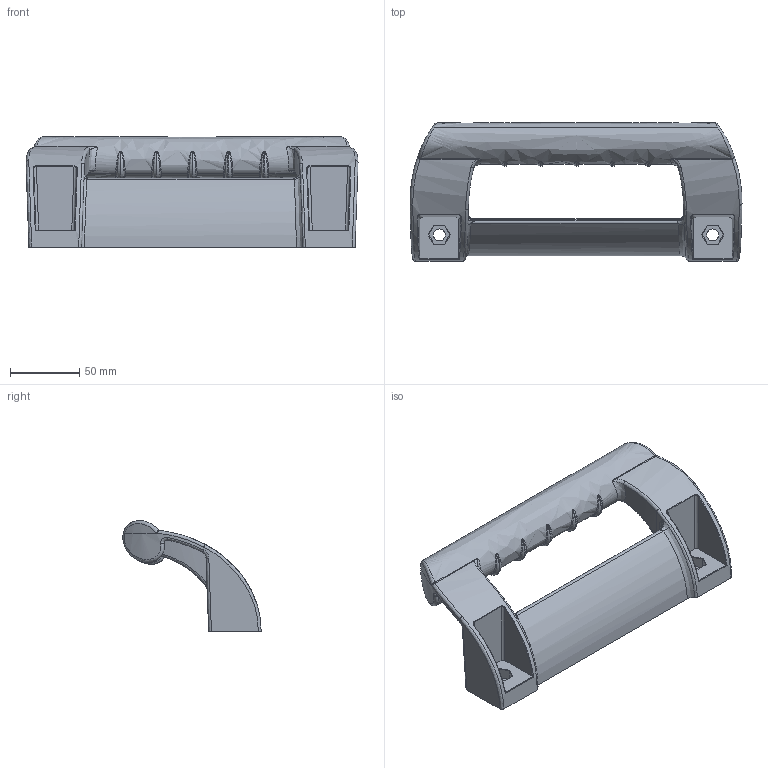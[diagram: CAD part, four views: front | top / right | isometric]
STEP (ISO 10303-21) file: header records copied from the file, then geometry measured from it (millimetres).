
FILE_DESCRIPTION(/* description */ (''),/* implementation_level */ '2;1');
FILE_NAME(/* name */ '11210_KriTec_Handgriff_PA_Maxi_Befestigung_2x_KM8_Lochabstand_198mm.stp',/* time_stamp */ '2014-05-22T12:20:21+02:00',/* author */ ('kostic'),/* organization */ (''),/* preprocessor_version */ 'ST-DEVELOPER v15.2',/* originating_system */ 'Autodesk Inventor 2014',/* authorisation */ '');
FILE_SCHEMA (('AUTOMOTIVE_DESIGN { 1 0 10303 214 3 1 1 }'));
Length unit declared in the file: millimetre
Products named in the file (1): 11210_KriTec_Handgriff_PA_Maxi_Befestigung_2x_KM8_Lochabstand_198mm
Bounding box: 240.26 x 100.07 x 80.07 mm (x, y, z)
Volume: 294030.8 mm3; surface area: 73307.8 mm2
Topology: 1 solids, 1 shells, 216 faces, 544 edges, 328 vertices
Faces by surface type: bspline 126, plane 44, cylinder 42, cone 2, sphere 2
Entity records: 17609 total; most frequent: CARTESIAN_POINT 13313, ORIENTED_EDGE 1076, DIRECTION 626, EDGE_CURVE 538, VERTEX_POINT 328, B_SPLINE_CURVE_WITH_KNOTS 226, EDGE_LOOP 226, AXIS2_PLACEMENT_3D 224
